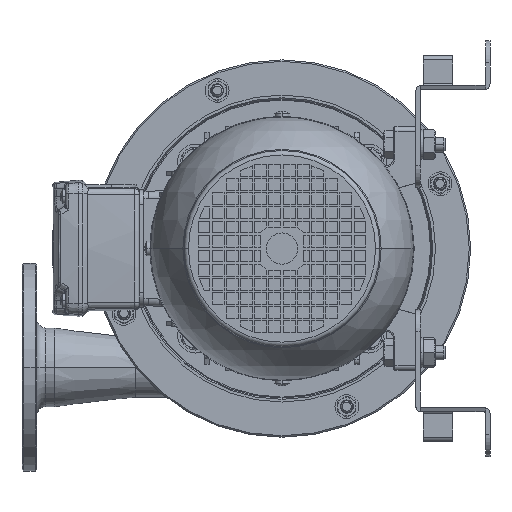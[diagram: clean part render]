
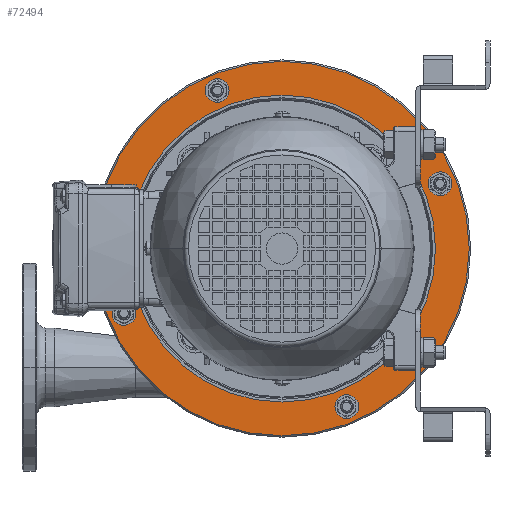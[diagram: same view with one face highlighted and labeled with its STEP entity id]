
A CAD part, left-side view. The second image highlights one B-rep face of the part: STEP entity #72494.
In plain terms, the highlighted face is planar.
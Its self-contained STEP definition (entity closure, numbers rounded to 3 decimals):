
#1103 = DIRECTION ( 'NONE',  ( 0., 0., -1. ) ) ;
#1554 = CIRCLE ( 'NONE', #46034, 5. ) ;
#2374 = AXIS2_PLACEMENT_3D ( 'NONE', #54348, #16170, #60752 ) ;
#2972 = AXIS2_PLACEMENT_3D ( 'NONE', #5365, #49912, #11786 ) ;
#5365 = CARTESIAN_POINT ( 'NONE',  ( 0., 0., 1. ) ) ;
#6199 = EDGE_CURVE ( 'NONE', #13349, #21983, #10903, .T. ) ;
#6515 = DIRECTION ( 'NONE',  ( 0., 0., -1. ) ) ;
#8338 = VERTEX_POINT ( 'NONE', #53593 ) ;
#8368 = ORIENTED_EDGE ( 'NONE', *, *, #34848, .F. ) ;
#8429 = EDGE_CURVE ( 'NONE', #68564, #9182, #10592, .T. ) ;
#8898 = DIRECTION ( 'NONE',  ( 0., 0., -1. ) ) ;
#9089 = VERTEX_POINT ( 'NONE', #61974 ) ;
#9134 = EDGE_CURVE ( 'NONE', #9182, #68564, #66378, .T. ) ;
#9182 = VERTEX_POINT ( 'NONE', #31586 ) ;
#9368 = FACE_BOUND ( 'NONE', #30607, .T. ) ;
#9777 = EDGE_CURVE ( 'NONE', #54549, #8338, #58283, .T. ) ;
#9988 = CIRCLE ( 'NONE', #81743, 5. ) ;
#10551 = ORIENTED_EDGE ( 'NONE', *, *, #47356, .F. ) ;
#10592 = CIRCLE ( 'NONE', #44400, 5. ) ;
#10903 = CIRCLE ( 'NONE', #62979, 64.2 ) ;
#11786 = DIRECTION ( 'NONE',  ( -1., 0., 0. ) ) ;
#12374 = DIRECTION ( 'NONE',  ( 0., 0., -1. ) ) ;
#12485 = CARTESIAN_POINT ( 'NONE',  ( -106.399, 43.637, 1. ) ) ;
#12920 = VERTEX_POINT ( 'NONE', #68141 ) ;
#13349 = VERTEX_POINT ( 'NONE', #72583 ) ;
#13585 = CARTESIAN_POINT ( 'NONE',  ( -106.399, 43.637, 1. ) ) ;
#14277 = EDGE_CURVE ( 'NONE', #39348, #58934, #9988, .T. ) ;
#14379 = CARTESIAN_POINT ( 'NONE',  ( -101.399, 43.637, 1. ) ) ;
#14622 = CIRCLE ( 'NONE', #56439, 126. ) ;
#16170 = DIRECTION ( 'NONE',  ( 0., 0., -1. ) ) ;
#16545 = EDGE_CURVE ( 'NONE', #12920, #52193, #14622, .T. ) ;
#17477 = ORIENTED_EDGE ( 'NONE', *, *, #34291, .F. ) ;
#18154 = CARTESIAN_POINT ( 'NONE',  ( -111.399, 43.637, 1. ) ) ;
#18721 = CARTESIAN_POINT ( 'NONE',  ( 0., 0., 1. ) ) ;
#18937 = DIRECTION ( 'NONE',  ( -1., 0., 0. ) ) ;
#20009 = DIRECTION ( 'NONE',  ( -1., 0., 0. ) ) ;
#21069 = ORIENTED_EDGE ( 'NONE', *, *, #14277, .F. ) ;
#21094 = PLANE ( 'NONE',  #52098 ) ;
#21418 = CARTESIAN_POINT ( 'NONE',  ( -48.637, -106.399, 1. ) ) ;
#21983 = VERTEX_POINT ( 'NONE', #28320 ) ;
#23452 = CARTESIAN_POINT ( 'NONE',  ( 43.637, 106.399, 1. ) ) ;
#25113 = DIRECTION ( 'NONE',  ( -1., 0., 0. ) ) ;
#26292 = FACE_BOUND ( 'NONE', #79238, .T. ) ;
#27458 = DIRECTION ( 'NONE',  ( -1., 0., 0. ) ) ;
#28320 = CARTESIAN_POINT ( 'NONE',  ( 64.2, 0., 1. ) ) ;
#29867 = DIRECTION ( 'NONE',  ( -1., 0., 0. ) ) ;
#30274 = AXIS2_PLACEMENT_3D ( 'NONE', #23452, #68080, #29867 ) ;
#30607 = EDGE_LOOP ( 'NONE', ( #69905, #56838 ) ) ;
#31143 = EDGE_CURVE ( 'NONE', #8338, #54549, #48536, .T. ) ;
#31586 = CARTESIAN_POINT ( 'NONE',  ( -38.637, -106.399, 1. ) ) ;
#32170 = ORIENTED_EDGE ( 'NONE', *, *, #41852, .F. ) ;
#32332 = EDGE_CURVE ( 'NONE', #52193, #12920, #62506, .T. ) ;
#34291 = EDGE_CURVE ( 'NONE', #69137, #9089, #57030, .T. ) ;
#34848 = EDGE_CURVE ( 'NONE', #58934, #39348, #60927, .T. ) ;
#35430 = CARTESIAN_POINT ( 'NONE',  ( -43.637, -106.399, 1. ) ) ;
#37134 = CARTESIAN_POINT ( 'NONE',  ( -43.637, -106.399, 1. ) ) ;
#39123 = EDGE_LOOP ( 'NONE', ( #63811, #10551 ) ) ;
#39253 = CARTESIAN_POINT ( 'NONE',  ( 106.399, -43.637, 1. ) ) ;
#39348 = VERTEX_POINT ( 'NONE', #18154 ) ;
#40772 = CIRCLE ( 'NONE', #55380, 64.2 ) ;
#41852 = EDGE_CURVE ( 'NONE', #9089, #69137, #1554, .T. ) ;
#41878 = DIRECTION ( 'NONE',  ( -1., 0., 0. ) ) ;
#42129 = ORIENTED_EDGE ( 'NONE', *, *, #9134, .F. ) ;
#43569 = DIRECTION ( 'NONE',  ( -1., 0., 0. ) ) ;
#44400 = AXIS2_PLACEMENT_3D ( 'NONE', #35430, #80147, #41878 ) ;
#44700 = CARTESIAN_POINT ( 'NONE',  ( 0., 0., 1. ) ) ;
#45694 = DIRECTION ( 'NONE',  ( -1., 0., 0. ) ) ;
#46034 = AXIS2_PLACEMENT_3D ( 'NONE', #50540, #12374, #57004 ) ;
#47037 = CARTESIAN_POINT ( 'NONE',  ( 0., 0., 1. ) ) ;
#47356 = EDGE_CURVE ( 'NONE', #21983, #13349, #40772, .T. ) ;
#48536 = CIRCLE ( 'NONE', #2374, 5. ) ;
#49912 = DIRECTION ( 'NONE',  ( 0., 0., -1. ) ) ;
#50540 = CARTESIAN_POINT ( 'NONE',  ( 43.637, 106.399, 1. ) ) ;
#51065 = DIRECTION ( 'NONE',  ( -1., 0., 0. ) ) ;
#52004 = ORIENTED_EDGE ( 'NONE', *, *, #8429, .F. ) ;
#52098 = AXIS2_PLACEMENT_3D ( 'NONE', #52817, #65716, #27458 ) ;
#52193 = VERTEX_POINT ( 'NONE', #69204 ) ;
#52738 = AXIS2_PLACEMENT_3D ( 'NONE', #12485, #57105, #18937 ) ;
#52817 = CARTESIAN_POINT ( 'NONE',  ( 0., 0., 1. ) ) ;
#53431 = DIRECTION ( 'NONE',  ( -1., 0., 0. ) ) ;
#53593 = CARTESIAN_POINT ( 'NONE',  ( 111.399, -43.637, 1. ) ) ;
#54250 = EDGE_LOOP ( 'NONE', ( #79339, #63861 ) ) ;
#54348 = CARTESIAN_POINT ( 'NONE',  ( 106.399, -43.637, 1. ) ) ;
#54549 = VERTEX_POINT ( 'NONE', #65427 ) ;
#55380 = AXIS2_PLACEMENT_3D ( 'NONE', #44700, #6515, #51065 ) ;
#56439 = AXIS2_PLACEMENT_3D ( 'NONE', #18721, #63314, #25113 ) ;
#56838 = ORIENTED_EDGE ( 'NONE', *, *, #9777, .F. ) ;
#57004 = DIRECTION ( 'NONE',  ( -1., 0., 0. ) ) ;
#57030 = CIRCLE ( 'NONE', #30274, 5. ) ;
#57105 = DIRECTION ( 'NONE',  ( 0., 0., -1. ) ) ;
#58188 = DIRECTION ( 'NONE',  ( 0., 0., -1. ) ) ;
#58227 = FACE_BOUND ( 'NONE', #39123, .T. ) ;
#58283 = CIRCLE ( 'NONE', #64833, 5. ) ;
#58934 = VERTEX_POINT ( 'NONE', #14379 ) ;
#60204 = FACE_OUTER_BOUND ( 'NONE', #54250, .T. ) ;
#60752 = DIRECTION ( 'NONE',  ( -1., 0., 0. ) ) ;
#60927 = CIRCLE ( 'NONE', #52738, 5. ) ;
#61974 = CARTESIAN_POINT ( 'NONE',  ( 48.637, 106.399, 1. ) ) ;
#62506 = CIRCLE ( 'NONE', #2972, 126. ) ;
#62979 = AXIS2_PLACEMENT_3D ( 'NONE', #47037, #8898, #53431 ) ;
#63314 = DIRECTION ( 'NONE',  ( 0., 0., -1. ) ) ;
#63811 = ORIENTED_EDGE ( 'NONE', *, *, #6199, .F. ) ;
#63861 = ORIENTED_EDGE ( 'NONE', *, *, #32332, .T. ) ;
#64833 = AXIS2_PLACEMENT_3D ( 'NONE', #39253, #1103, #45694 ) ;
#65428 = EDGE_LOOP ( 'NONE', ( #32170, #17477 ) ) ;
#65427 = CARTESIAN_POINT ( 'NONE',  ( 101.399, -43.637, 1. ) ) ;
#65716 = DIRECTION ( 'NONE',  ( 0., 0., -1. ) ) ;
#66378 = CIRCLE ( 'NONE', #69597, 5. ) ;
#67061 = EDGE_LOOP ( 'NONE', ( #42129, #52004 ) ) ;
#68080 = DIRECTION ( 'NONE',  ( 0., 0., -1. ) ) ;
#68141 = CARTESIAN_POINT ( 'NONE',  ( 126., 0., 1. ) ) ;
#68564 = VERTEX_POINT ( 'NONE', #21418 ) ;
#69137 = VERTEX_POINT ( 'NONE', #80216 ) ;
#69204 = CARTESIAN_POINT ( 'NONE',  ( -126., 0., 1. ) ) ;
#69597 = AXIS2_PLACEMENT_3D ( 'NONE', #37134, #81848, #43569 ) ;
#69905 = ORIENTED_EDGE ( 'NONE', *, *, #31143, .F. ) ;
#72494 = ADVANCED_FACE ( 'NONE', ( #60204, #77259, #9368, #26292, #75211, #58227 ), #21094, .T. ) ;
#72583 = CARTESIAN_POINT ( 'NONE',  ( -64.2, 0., 1. ) ) ;
#75211 = FACE_BOUND ( 'NONE', #65428, .T. ) ;
#77259 = FACE_BOUND ( 'NONE', #67061, .T. ) ;
#79238 = EDGE_LOOP ( 'NONE', ( #8368, #21069 ) ) ;
#79339 = ORIENTED_EDGE ( 'NONE', *, *, #16545, .T. ) ;
#80147 = DIRECTION ( 'NONE',  ( 0., 0., -1. ) ) ;
#80216 = CARTESIAN_POINT ( 'NONE',  ( 38.637, 106.399, 1. ) ) ;
#81743 = AXIS2_PLACEMENT_3D ( 'NONE', #13585, #58188, #20009 ) ;
#81848 = DIRECTION ( 'NONE',  ( 0., 0., -1. ) ) ;
